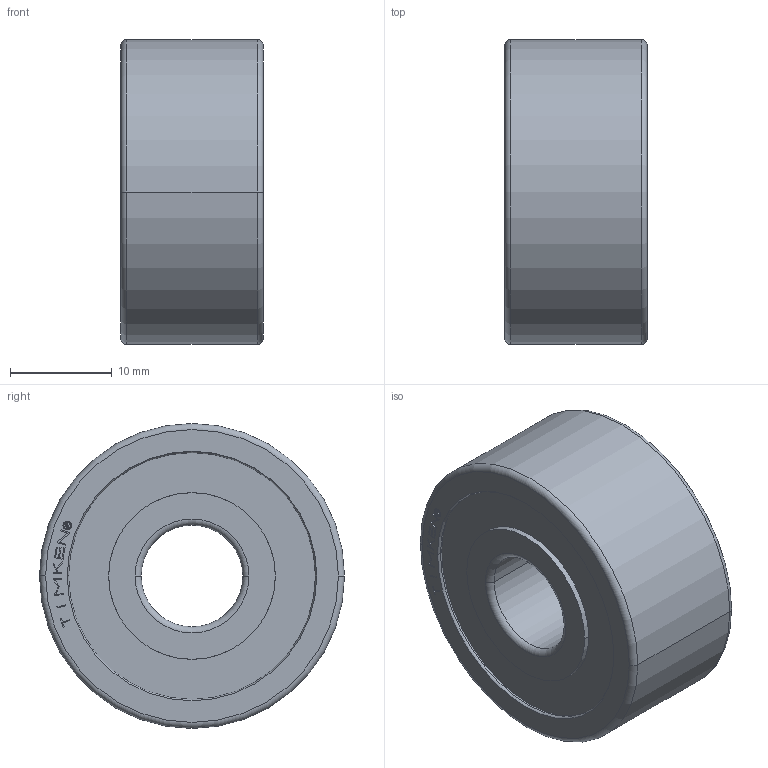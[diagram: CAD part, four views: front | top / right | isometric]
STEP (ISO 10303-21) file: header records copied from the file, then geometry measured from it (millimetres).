
FILE_DESCRIPTION(('starvars output'),'1');
FILE_NAME('62200-2RS.stp','19:06:49 2023/12/13',('TraceParts'),(' '),'Spatial InterOp 3D',' ',' ');
FILE_SCHEMA(('AUTOMOTIVE_DESIGN { 1 0 10303 214 3 1 1 }'));
Length unit declared in the file: millimetre
Products named in the file (1): 1
Bounding box: 14 x 30 x 30 mm (x, y, z)
Volume: 6647.6 mm3; surface area: 6508.5 mm2
Topology: 1 solids, 1 shells, 472 faces, 1320 edges, 876 vertices
Faces by surface type: plane 336, cylinder 52, torus 48, sphere 32, cone 4
Entity records: 20405 total; most frequent: CARTESIAN_POINT 4509, ORIENTED_EDGE 2640, DIRECTION 2310, EDGE_CURVE 1320, LINE 924, VECTOR 924, VERTEX_POINT 876, AXIS2_PLACEMENT_3D 693
